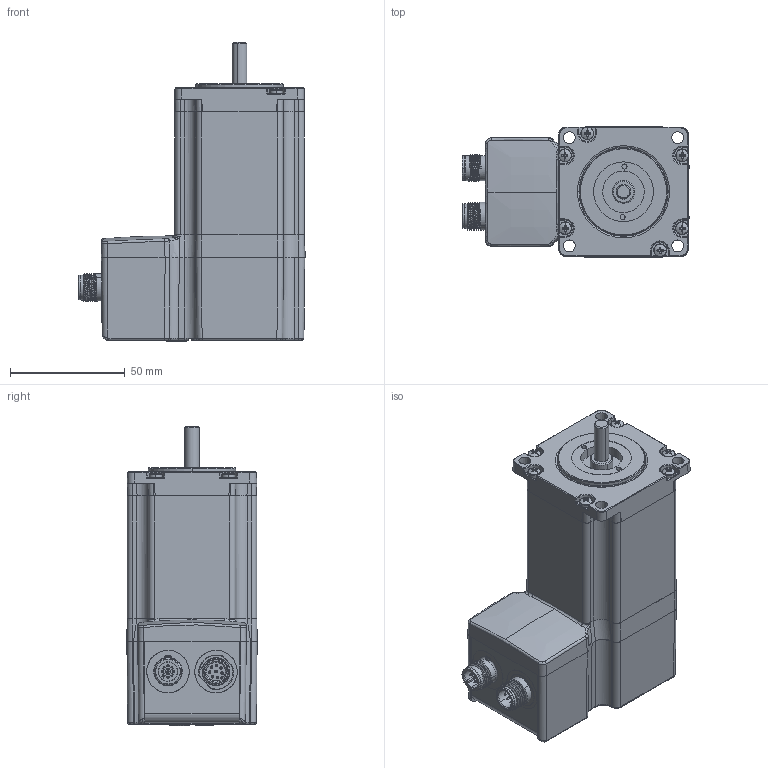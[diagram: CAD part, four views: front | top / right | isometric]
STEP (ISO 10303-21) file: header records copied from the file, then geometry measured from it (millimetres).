
FILE_DESCRIPTION (( 'STEP AP214' ), '1' );
FILE_NAME ('MST232 w encoder R1.STEP', '2021-04-15T12:44:27', ( '' ), ( '' ), 'SwSTEP 2.0', 'SolidWorks 2020', '' );
FILE_SCHEMA (( 'AUTOMOTIVE_DESIGN' ));
Length unit declared in the file: millimetre
Products named in the file (1): MST232 w encoder R1
Bounding box: 98.82 x 56.67 x 130.2 mm (x, y, z)
Volume: 381372.1 mm3; surface area: 40687.2 mm2
Topology: 1 solids, 14 shells, 1221 faces, 3098 edges, 1905 vertices
Faces by surface type: plane 389, cylinder 304, bspline 222, cone 211, torus 81, sphere 14
Entity records: 67822 total; most frequent: CARTESIAN_POINT 27608, ORIENTED_EDGE 6100, DIRECTION 5074, EDGE_CURVE 3050, AXIS2_PLACEMENT_3D 1991, VERTEX_POINT 1905, EDGE_LOOP 1291, UNCERTAINTY_MEASURE_WITH_UNIT 1224
